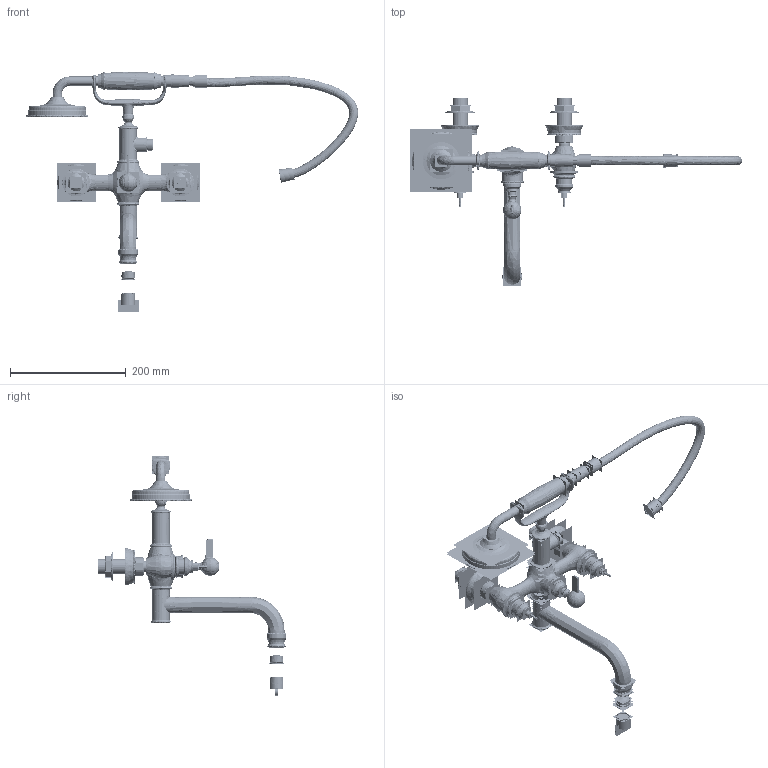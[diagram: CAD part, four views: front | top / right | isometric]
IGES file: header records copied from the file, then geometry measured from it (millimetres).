
Start section:  PTC IGES file: ARC 2019 CHR.igs
Global section: file name: ARC 2019 CHR.igs; native system: Pro/ENGINEER by Parametric Technology Corporation; preprocessor: 2009360; author: user33; organization: Unknown; date: 20200406.083627; units: millimetre
Bounding box: 574.1 x 326.49 x 414.97 mm (x, y, z)
Volume: 1838941.9 mm3; surface area: 7004374.8 mm2
Topology: 75 solids, 176 shells, 8724 faces, 49169 edges, 66176 vertices
Faces by surface type: revolution 4916, bspline 3792, extrusion 16
